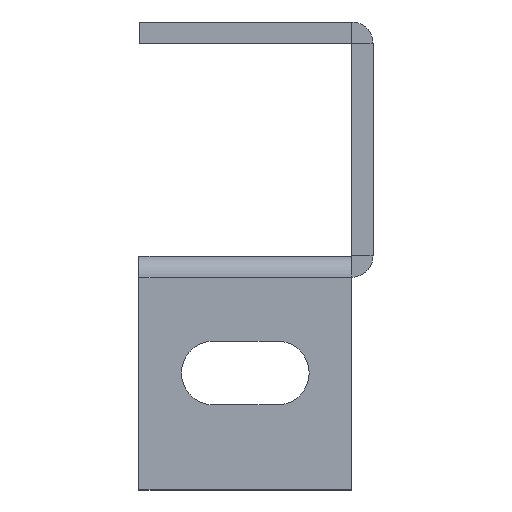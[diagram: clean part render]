
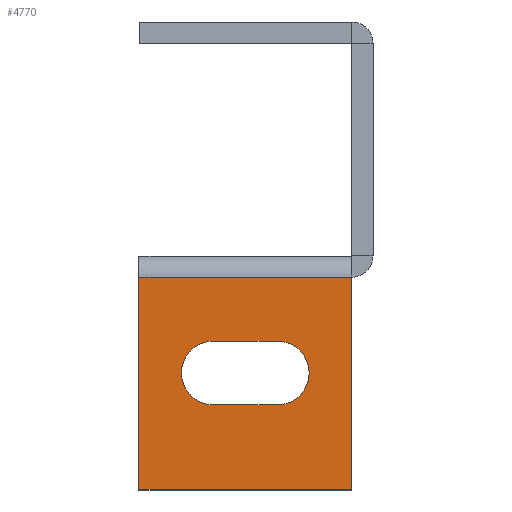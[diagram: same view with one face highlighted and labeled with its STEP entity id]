
A CAD part, left-side view. The second image highlights one B-rep face of the part: STEP entity #4770.
In plain terms, the highlighted planar face has unit normal (-1, 0, 0).
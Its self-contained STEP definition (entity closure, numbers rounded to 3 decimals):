
#271 = EDGE_CURVE ( 'NONE', #1278, #1291, #5829, .T. ) ;
#277 = EDGE_CURVE ( 'NONE', #1461, #1458, #5844, .T. ) ;
#279 = EDGE_CURVE ( 'NONE', #1461, #1455, #5849, .T. ) ;
#280 = EDGE_CURVE ( 'NONE', #1452, #1458, #5843, .T. ) ;
#283 = EDGE_CURVE ( 'NONE', #1455, #1452, #5857, .T. ) ;
#285 = EDGE_CURVE ( 'NONE', #1454, #1278, #5862, .T. ) ;
#286 = EDGE_CURVE ( 'NONE', #1453, #1454, #5852, .T. ) ;
#287 = EDGE_CURVE ( 'NONE', #1291, #1453, #5865, .T. ) ;
#911 = ORIENTED_EDGE ( 'NONE', *, *, #286, .T. ) ;
#919 = ORIENTED_EDGE ( 'NONE', *, *, #285, .T. ) ;
#925 = ORIENTED_EDGE ( 'NONE', *, *, #271, .T. ) ;
#933 = ORIENTED_EDGE ( 'NONE', *, *, #287, .T. ) ;
#941 = ORIENTED_EDGE ( 'NONE', *, *, #277, .F. ) ;
#949 = ORIENTED_EDGE ( 'NONE', *, *, #279, .T. ) ;
#956 = ORIENTED_EDGE ( 'NONE', *, *, #283, .T. ) ;
#962 = ORIENTED_EDGE ( 'NONE', *, *, #280, .T. ) ;
#1278 = VERTEX_POINT ( 'NONE', #3600 ) ;
#1291 = VERTEX_POINT ( 'NONE', #3613 ) ;
#1452 = VERTEX_POINT ( 'NONE', #3774 ) ;
#1453 = VERTEX_POINT ( 'NONE', #3775 ) ;
#1454 = VERTEX_POINT ( 'NONE', #3776 ) ;
#1455 = VERTEX_POINT ( 'NONE', #3777 ) ;
#1458 = VERTEX_POINT ( 'NONE', #3780 ) ;
#1461 = VERTEX_POINT ( 'NONE', #3783 ) ;
#2302 = EDGE_LOOP ( 'NONE', ( #941, #949, #956, #962 ) ) ;
#2476 = EDGE_LOOP ( 'NONE', ( #911, #919, #925, #933 ) ) ;
#2951 = CARTESIAN_POINT ( 'NONE',  ( -349.25, 4.5, -18. ) ) ;
#2954 = DIRECTION ( 'NONE',  ( 0., 1., 0. ) ) ;
#2958 = CARTESIAN_POINT ( 'NONE',  ( -349.25, 15., -0.01 ) ) ;
#2968 = DIRECTION ( 'NONE',  ( 0., -1., 0. ) ) ;
#2969 = CARTESIAN_POINT ( 'NONE',  ( -349.25, -15., 0. ) ) ;
#2971 = CARTESIAN_POINT ( 'NONE',  ( -349.25, -4.5, -13.5 ) ) ;
#2972 = CARTESIAN_POINT ( 'NONE',  ( -349.25, 15., -30. ) ) ;
#2973 = DIRECTION ( 'NONE',  ( 0., 0., -1. ) ) ;
#2975 = DIRECTION ( 'NONE',  ( 0., 0., 1. ) ) ;
#2980 = CARTESIAN_POINT ( 'NONE',  ( -349.25, -15., -30. ) ) ;
#2981 = DIRECTION ( 'NONE',  ( 0., -1., 0. ) ) ;
#2982 = CARTESIAN_POINT ( 'NONE',  ( -349.25, 4.5, -13.5 ) ) ;
#2986 = DIRECTION ( 'NONE',  ( 1., 0., 0. ) ) ;
#2987 = DIRECTION ( 'NONE',  ( 0., 0., -1. ) ) ;
#2988 = CARTESIAN_POINT ( 'NONE',  ( -349.25, -4.5, -9. ) ) ;
#2989 = DIRECTION ( 'NONE',  ( 0., -1., 0. ) ) ;
#2991 = DIRECTION ( 'NONE',  ( 1., 0., 0. ) ) ;
#2992 = DIRECTION ( 'NONE',  ( 0., 0., -1. ) ) ;
#3600 = CARTESIAN_POINT ( 'NONE',  ( -349.25, -4.5, -18. ) ) ;
#3613 = CARTESIAN_POINT ( 'NONE',  ( -349.25, 4.5, -18. ) ) ;
#3774 = CARTESIAN_POINT ( 'NONE',  ( -349.25, -15., -30. ) ) ;
#3775 = CARTESIAN_POINT ( 'NONE',  ( -349.25, 4.5, -9. ) ) ;
#3776 = CARTESIAN_POINT ( 'NONE',  ( -349.25, -4.5, -9. ) ) ;
#3777 = CARTESIAN_POINT ( 'NONE',  ( -349.25, 15., -30. ) ) ;
#3780 = CARTESIAN_POINT ( 'NONE',  ( -349.25, -15., -0.01 ) ) ;
#3783 = CARTESIAN_POINT ( 'NONE',  ( -349.25, 15., -0.01 ) ) ;
#4141 = PLANE ( 'NONE',  #5188 ) ;
#4142 = CARTESIAN_POINT ( 'NONE',  ( -349.25, 15., 0. ) ) ;
#4147 = DIRECTION ( 'NONE',  ( 1., 0., 0. ) ) ;
#4148 = DIRECTION ( 'NONE',  ( 0., 0., -1. ) ) ;
#4770 = ADVANCED_FACE ( 'NONE', ( #6312, #6318 ), #4141, .F. ) ;
#4992 = AXIS2_PLACEMENT_3D ( 'NONE', #2971, #2986, #2987 ) ;
#4998 = AXIS2_PLACEMENT_3D ( 'NONE', #2982, #2991, #2992 ) ;
#5188 = AXIS2_PLACEMENT_3D ( 'NONE', #4142, #4147, #4148 ) ;
#5829 = LINE ( 'NONE', #2951, #5835 ) ;
#5835 = VECTOR ( 'NONE', #2954, 1000. ) ;
#5843 = LINE ( 'NONE', #2969, #5851 ) ;
#5844 = LINE ( 'NONE', #2958, #5846 ) ;
#5846 = VECTOR ( 'NONE', #2968, 1000. ) ;
#5849 = LINE ( 'NONE', #2972, #5850 ) ;
#5850 = VECTOR ( 'NONE', #2973, 1000. ) ;
#5851 = VECTOR ( 'NONE', #2975, 1000. ) ;
#5852 = LINE ( 'NONE', #2988, #5859 ) ;
#5857 = LINE ( 'NONE', #2980, #5858 ) ;
#5858 = VECTOR ( 'NONE', #2981, 1000. ) ;
#5859 = VECTOR ( 'NONE', #2989, 1000. ) ;
#5862 = CIRCLE ( 'NONE', #4992, 4.5 ) ;
#5865 = CIRCLE ( 'NONE', #4998, 4.5 ) ;
#6312 = FACE_BOUND ( 'NONE', #2476, .T. ) ;
#6318 = FACE_OUTER_BOUND ( 'NONE', #2302, .T. ) ;
